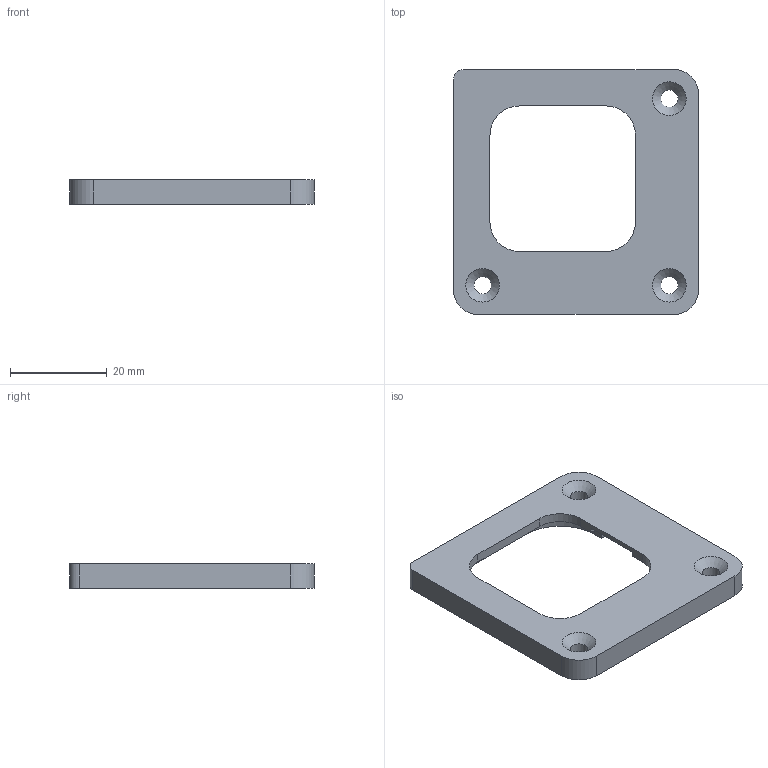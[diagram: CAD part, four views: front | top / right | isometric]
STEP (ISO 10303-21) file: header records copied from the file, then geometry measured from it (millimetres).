
FILE_DESCRIPTION(/* description */ ('Unknown'),/* implementation_level */ '2;1');
FILE_NAME(/* name */ 'vaha1',/* time_stamp */ '2020-05-13T13:34:27+02:00',/* author */ ('Unknown'),/* organization */ ('Unknown'),/* preprocessor_version */ 'ST-DEVELOPER v16.7',/* originating_system */ 'DEX',/* authorisation */ $);
FILE_SCHEMA (('AUTOMOTIVE_DESIGN {1 0 10303 214 3 1 1}'));
Length unit declared in the file: millimetre
Products named in the file (1): vaha1
Bounding box: 50.5 x 50.5 x 5 mm (x, y, z)
Volume: 6502 mm3; surface area: 5075.1 mm2
Topology: 1 solids, 1 shells, 48 faces, 135 edges, 90 vertices
Faces by surface type: plane 25, cylinder 20, cone 3
Full cylindrical faces by diameter (mm): 3.5 x1, 3.6 x3
Entity records: 1546 total; most frequent: DIRECTION 266, CARTESIAN_POINT 261, ORIENTED_EDGE 250, EDGE_CURVE 125, AXIS2_PLACEMENT_3D 92, VERTEX_POINT 87, LINE 82, VECTOR 82
